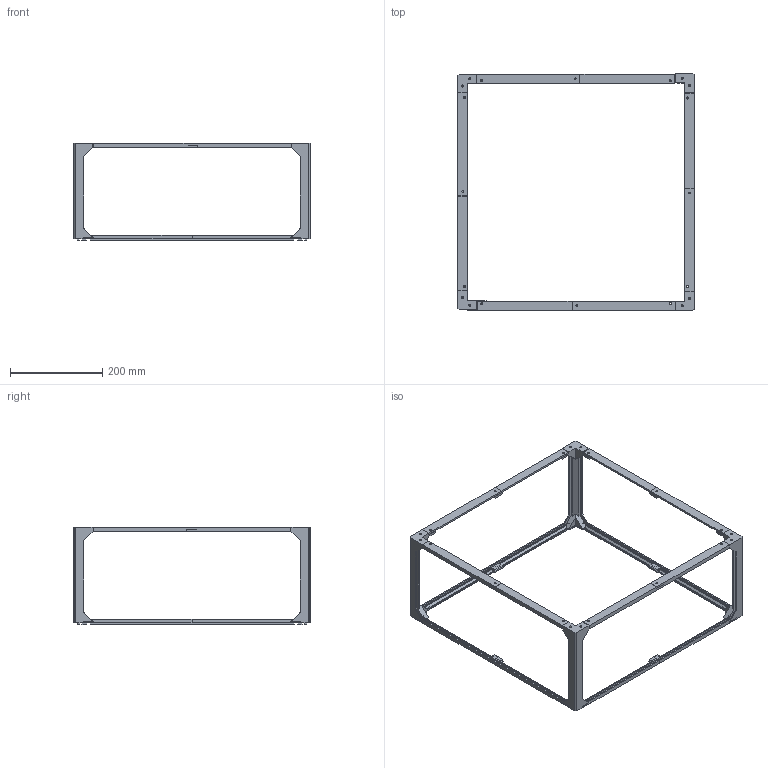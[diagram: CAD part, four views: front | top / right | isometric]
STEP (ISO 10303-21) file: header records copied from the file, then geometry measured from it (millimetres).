
FILE_DESCRIPTION(/* description */ (''),/* implementation_level */ '2;1');
FILE_NAME(/* name */ 'TopHat.step',/* time_stamp */ '2025-04-19T09:09:24+02:00',/* author */ (''),/* organization */ (''),/* preprocessor_version */ 'ST-DEVELOPER v20.1',/* originating_system */ 'Autodesk Translation Framework v14.4.0.0',/* authorisation */ '');
FILE_SCHEMA (('AUTOMOTIVE_DESIGN { 1 0 10303 214 3 1 1 }'));
Length unit declared in the file: millimetre
Products named in the file (1): TopHat
Bounding box: 513 x 514 x 212 mm (x, y, z)
Volume: 736902.6 mm3; surface area: 351853.1 mm2
Topology: 20 solids, 20 shells, 820 faces, 2132 edges, 1392 vertices
Faces by surface type: plane 724, cylinder 96
Full cylindrical faces by diameter (mm): 3.2 x24, 4 x4, 4.6 x8, 4.7 x24, 6 x4
Entity records: 24798 total; most frequent: CARTESIAN_POINT 4345, ORIENTED_EDGE 4264, DIRECTION 3982, EDGE_CURVE 2132, LINE 1924, VECTOR 1924, VERTEX_POINT 1392, AXIS2_PLACEMENT_3D 1029
